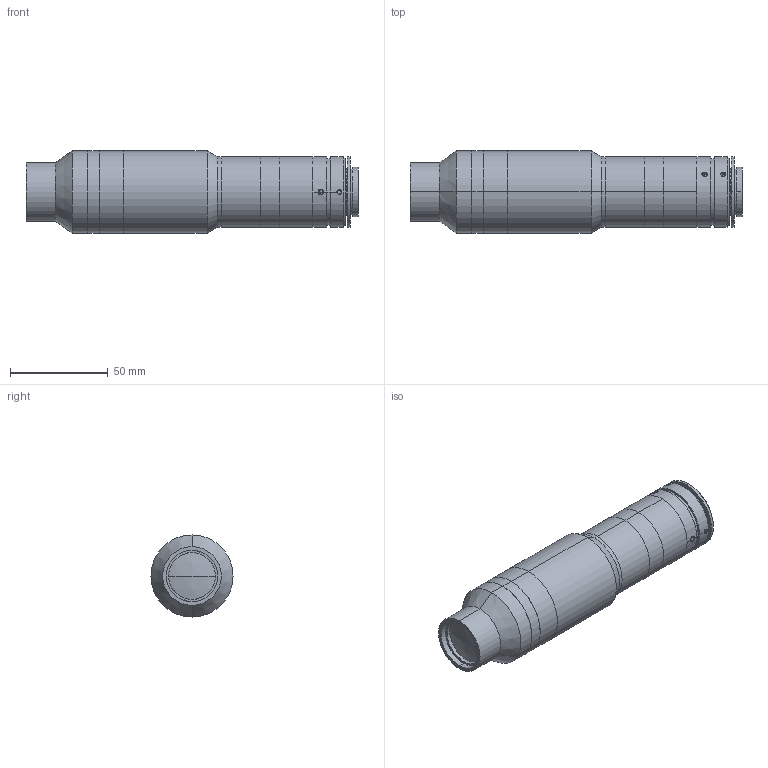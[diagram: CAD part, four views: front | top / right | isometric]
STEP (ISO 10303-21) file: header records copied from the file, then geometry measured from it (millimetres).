
FILE_DESCRIPTION (( 'STEP AP203' ), '1' );
FILE_NAME ('XF-MH05X250.STEP', '2024-08-05T10:49:22', ( '' ), ( '' ), 'SwSTEP 2.0', 'SolidWorks 2022', '' );
FILE_SCHEMA (( 'CONFIG_CONTROL_DESIGN' ));
Length unit declared in the file: millimetre
Products named in the file (1): XF-MH05X250
Bounding box: 169.87 x 42 x 42 mm (x, y, z)
Surface area: 26737.9 mm2 (no closed solid volume)
Topology: 0 solids, 21 shells, 141 faces, 402 edges, 269 vertices
Faces by surface type: plane 71, cylinder 46, cone 22, sphere 2
Entity records: 4912 total; most frequent: CARTESIAN_POINT 1147, DIRECTION 829, ORIENTED_EDGE 636, EDGE_CURVE 394, AXIS2_PLACEMENT_3D 311, VERTEX_POINT 269, VECTOR 207, LINE 207
